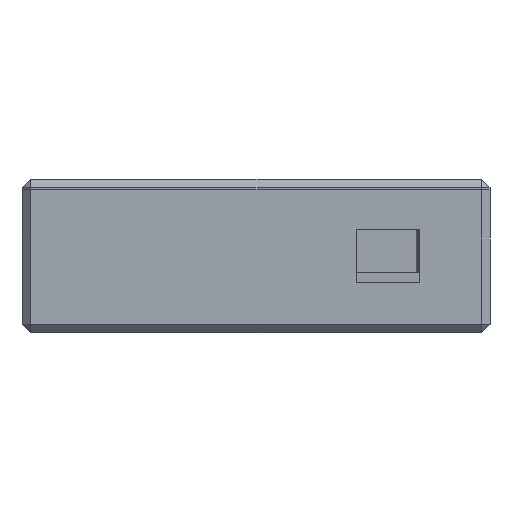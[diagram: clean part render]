
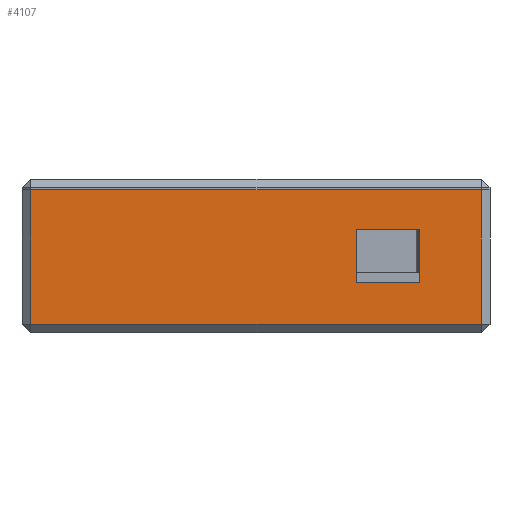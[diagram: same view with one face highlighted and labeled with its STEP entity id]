
A CAD part, front view. The second image highlights one B-rep face of the part: STEP entity #4107.
In plain terms, the highlighted planar face has unit normal (0, -1, 0).
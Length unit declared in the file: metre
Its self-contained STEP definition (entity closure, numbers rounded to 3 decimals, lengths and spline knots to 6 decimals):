
#423=ORIENTED_EDGE('',*,*,#1507,.F.);
#424=ORIENTED_EDGE('',*,*,#1498,.T.);
#425=ORIENTED_EDGE('',*,*,#1508,.T.);
#426=ORIENTED_EDGE('',*,*,#1493,.F.);
#427=ORIENTED_EDGE('',*,*,#1509,.T.);
#428=ORIENTED_EDGE('',*,*,#1510,.T.);
#429=ORIENTED_EDGE('',*,*,#1511,.T.);
#430=ORIENTED_EDGE('',*,*,#1512,.T.);
#1493=EDGE_CURVE('',#2035,#2036,#2441,.T.);
#1498=EDGE_CURVE('',#2038,#2040,#2446,.T.);
#1507=EDGE_CURVE('',#2038,#2035,#2451,.T.);
#1508=EDGE_CURVE('',#2040,#2036,#2452,.T.);
#1509=EDGE_CURVE('',#2049,#2050,#2453,.T.);
#1510=EDGE_CURVE('',#2050,#2051,#2454,.T.);
#1511=EDGE_CURVE('',#2051,#2052,#2455,.T.);
#1512=EDGE_CURVE('',#2052,#2049,#2456,.T.);
#2035=VERTEX_POINT('',#6113);
#2036=VERTEX_POINT('',#6115);
#2038=VERTEX_POINT('',#6120);
#2040=VERTEX_POINT('',#6124);
#2049=VERTEX_POINT('',#6149);
#2050=VERTEX_POINT('',#6150);
#2051=VERTEX_POINT('',#6152);
#2052=VERTEX_POINT('',#6154);
#2441=LINE('',#6114,#2737);
#2446=LINE('',#6125,#2742);
#2451=LINE('',#6146,#2747);
#2452=LINE('',#6147,#2748);
#2453=LINE('',#6148,#2749);
#2454=LINE('',#6151,#2750);
#2455=LINE('',#6153,#2751);
#2456=LINE('',#6155,#2752);
#2737=VECTOR('',#4861,1.);
#2742=VECTOR('',#4868,1.);
#2747=VECTOR('',#4889,1.);
#2748=VECTOR('',#4890,1.);
#2749=VECTOR('',#4891,1.);
#2750=VECTOR('',#4892,1.);
#2751=VECTOR('',#4893,1.);
#2752=VECTOR('',#4894,1.);
#3038=EDGE_LOOP('',(#423,#424,#425,#426));
#3039=EDGE_LOOP('',(#427,#428,#429,#430));
#3522=FACE_BOUND('',#3038,.T.);
#3523=FACE_BOUND('',#3039,.T.);
#4004=PLANE('',#4387);
#4107=ADVANCED_FACE('',(#3522,#3523),#4004,.F.);
#4387=AXIS2_PLACEMENT_3D('',#6145,#4887,#4888);
#4861=DIRECTION('',(0.,0.,-1.));
#4868=DIRECTION('',(0.,0.,-1.));
#4887=DIRECTION('',(0.,1.,0.));
#4888=DIRECTION('',(0.,0.,1.));
#4889=DIRECTION('',(-1.,0.,0.));
#4890=DIRECTION('',(-1.,0.,0.));
#4891=DIRECTION('',(-1.,0.,0.));
#4892=DIRECTION('',(0.,0.,-1.));
#4893=DIRECTION('',(1.,0.,0.));
#4894=DIRECTION('',(0.,0.,1.));
#6113=CARTESIAN_POINT('',(0.062518,-0.1087,0.0075));
#6114=CARTESIAN_POINT('',(0.062518,-0.1087,0.013));
#6115=CARTESIAN_POINT('',(0.062518,-0.1087,0.));
#6120=CARTESIAN_POINT('',(0.071423,-0.1087,0.0075));
#6124=CARTESIAN_POINT('',(0.071423,-0.1087,0.));
#6125=CARTESIAN_POINT('',(0.071423,-0.1087,0.013));
#6145=CARTESIAN_POINT('',(0.039164,-0.1087,-0.005));
#6146=CARTESIAN_POINT('',(0.06697,-0.1087,0.0075));
#6147=CARTESIAN_POINT('',(0.039164,-0.1087,0.));
#6148=CARTESIAN_POINT('',(0.039164,-0.1087,0.013));
#6149=CARTESIAN_POINT('',(0.08001,-0.1087,0.013));
#6150=CARTESIAN_POINT('',(0.01701,-0.1087,0.013));
#6151=CARTESIAN_POINT('',(0.01701,-0.1087,-0.005));
#6152=CARTESIAN_POINT('',(0.01701,-0.1087,-0.0058));
#6153=CARTESIAN_POINT('',(0.08121,-0.1087,-0.0058));
#6154=CARTESIAN_POINT('',(0.08001,-0.1087,-0.0058));
#6155=CARTESIAN_POINT('',(0.08001,-0.1087,-0.005));
